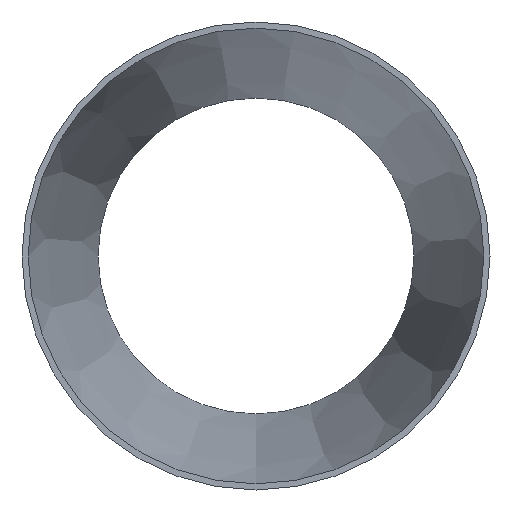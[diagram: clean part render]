
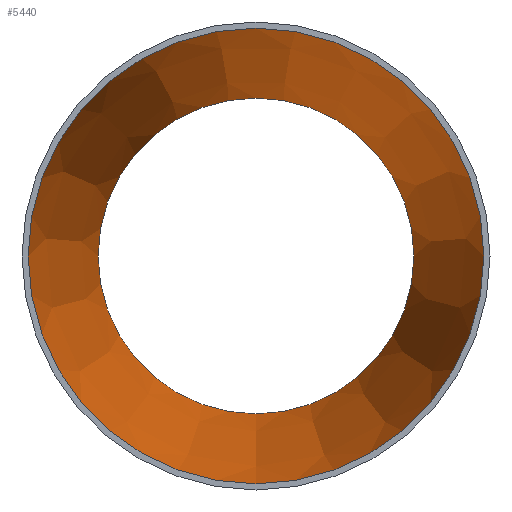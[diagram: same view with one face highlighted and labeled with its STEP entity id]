
A CAD part, front view. The second image highlights one B-rep face of the part: STEP entity #5440.
In plain terms, the highlighted conical face has half-angle 9.33 degrees and reference radius 74.973 mm.
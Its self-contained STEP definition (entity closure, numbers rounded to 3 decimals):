
#5400 = FACE_OUTER_BOUND ( 'NONE', #14520, .T. ) ;
#5440 = ADVANCED_FACE ( 'NONE', ( #16059, #5400 ), #19548, .F. ) ;
#5631 = VERTEX_POINT ( 'NONE', #10333 ) ;
#6521 = DIRECTION ( 'NONE',  ( 0., 0., -1. ) ) ;
#8531 = AXIS2_PLACEMENT_3D ( 'NONE', #23777, #12892, #6521 ) ;
#8632 = AXIS2_PLACEMENT_3D ( 'NONE', #25500, #10234, #21487 ) ;
#9909 = CARTESIAN_POINT ( 'NONE',  ( 0., 0., 0. ) ) ;
#10193 = CARTESIAN_POINT ( 'NONE',  ( 0., 0., -74.973 ) ) ;
#10234 = DIRECTION ( 'NONE',  ( 0., -1., 0. ) ) ;
#10333 = CARTESIAN_POINT ( 'NONE',  ( 0., 140., -51.973 ) ) ;
#11313 = ORIENTED_EDGE ( 'NONE', *, *, #24188, .F. ) ;
#12037 = DIRECTION ( 'NONE',  ( 0., 0., -1. ) ) ;
#12892 = DIRECTION ( 'NONE',  ( 0., -1., 0. ) ) ;
#14520 = EDGE_LOOP ( 'NONE', ( #21865 ) ) ;
#16059 = FACE_BOUND ( 'NONE', #26959, .T. ) ;
#16710 = AXIS2_PLACEMENT_3D ( 'NONE', #9909, #20322, #12037 ) ;
#16863 = VERTEX_POINT ( 'NONE', #10193 ) ;
#19548 = CONICAL_SURFACE ( 'NONE', #8632, 74.973, 0.163 ) ;
#20322 = DIRECTION ( 'NONE',  ( 0., -1., 0. ) ) ;
#20816 = CIRCLE ( 'NONE', #8531, 51.973 ) ;
#21487 = DIRECTION ( 'NONE',  ( 0., 0., -1. ) ) ;
#21865 = ORIENTED_EDGE ( 'NONE', *, *, #28158, .T. ) ;
#23563 = CIRCLE ( 'NONE', #16710, 74.973 ) ;
#23777 = CARTESIAN_POINT ( 'NONE',  ( 0., 140., 0. ) ) ;
#24188 = EDGE_CURVE ( 'NONE', #5631, #5631, #20816, .T. ) ;
#25500 = CARTESIAN_POINT ( 'NONE',  ( 0., 0., 0. ) ) ;
#26959 = EDGE_LOOP ( 'NONE', ( #11313 ) ) ;
#28158 = EDGE_CURVE ( 'NONE', #16863, #16863, #23563, .T. ) ;
